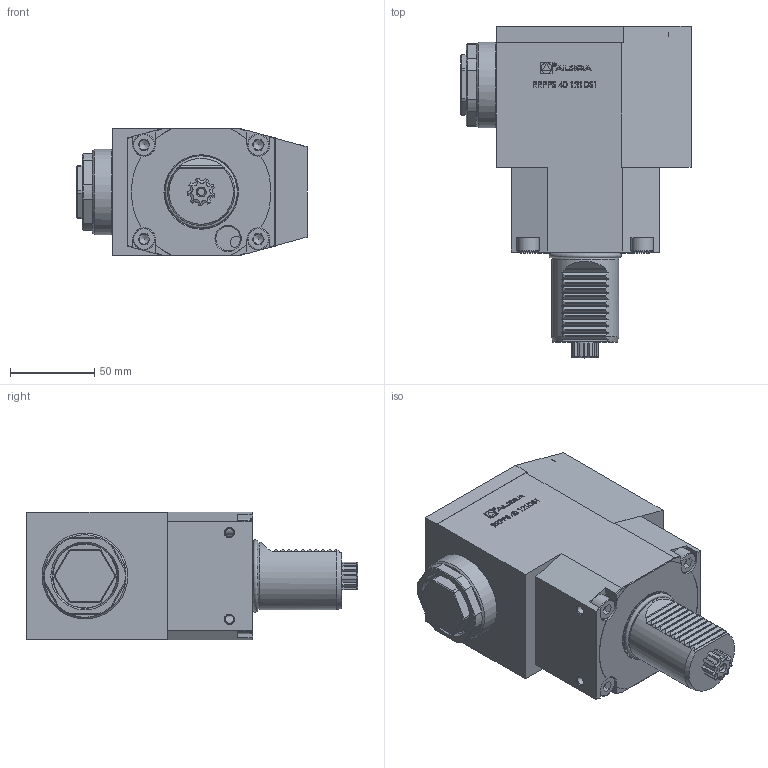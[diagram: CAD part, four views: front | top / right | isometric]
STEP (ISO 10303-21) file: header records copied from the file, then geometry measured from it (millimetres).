
FILE_DESCRIPTION (( 'STEP AP214' ), '1' );
FILE_NAME ('RRPPS40121DS1.STEP', '2022-07-16T09:05:36', ( '' ), ( '' ), 'SwSTEP 2.0', 'SolidWorks 2016', '' );
FILE_SCHEMA (( 'AUTOMOTIVE_DESIGN' ));
Length unit declared in the file: millimetre
Products named in the file (1): RRPPS40121DS1
Bounding box: 136.92 x 197.5 x 76 mm (x, y, z)
Volume: 1119078.1 mm3; surface area: 88346.4 mm2
Topology: 1 solids, 7 shells, 875 faces, 2295 edges, 1477 vertices
Faces by surface type: plane 532, cylinder 163, cone 84, bspline 79, torus 17
Full cylindrical faces by diameter (mm): 1.7 x1, 2.1 x1, 4.2 x1, 5 x4, 6 x6, 6.366 x1, 6.8 x4, 7 x1, 8 x4, 9 x4, 10 x2, 10.5 x4, 13 x4, 14.5 x1, 35 x1, 38.5 x1, 40 x2, 40.5 x1, 51 x1
Entity records: 39928 total; most frequent: CARTESIAN_POINT 10687, ORIENTED_EDGE 4288, DIRECTION 3740, EDGE_CURVE 2144, VERTEX_POINT 1425, AXIS2_PLACEMENT_3D 1251, VECTOR 1238, LINE 1238
